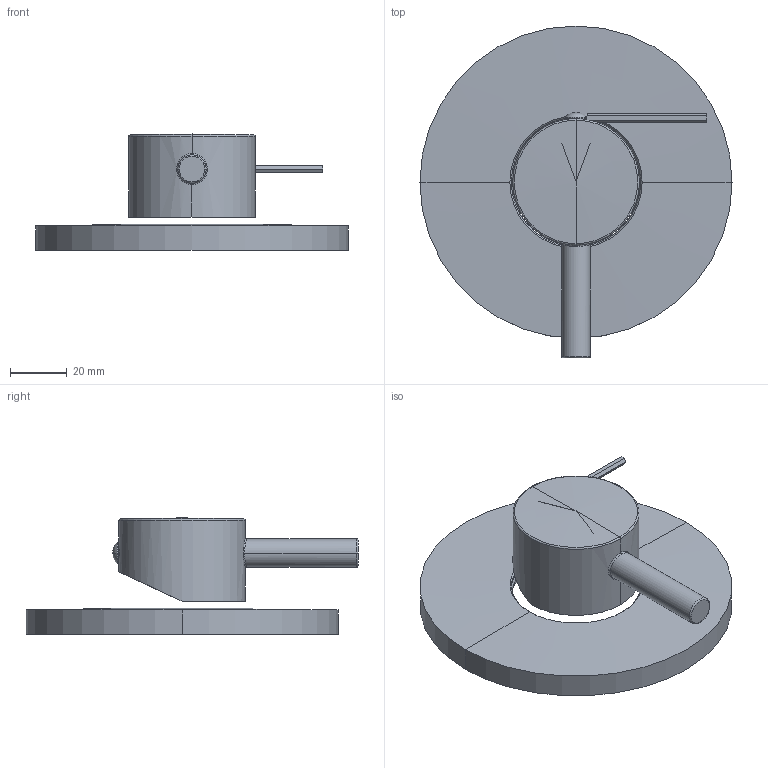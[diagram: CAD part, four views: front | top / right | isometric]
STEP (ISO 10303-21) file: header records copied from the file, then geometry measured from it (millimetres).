
FILE_DESCRIPTION((''),'2;1');
FILE_NAME('LIG011CREST_ASM','2021-02-01T17:07:39',('stefano.gianpani'),('PAFFONI SpA'),'CREO PARAMETRIC BY PTC INC, 2020044','CREO PARAMETRIC BY PTC INC, 2020044','');
FILE_SCHEMA(('CONFIG_CONTROL_DESIGN','SHAPE_APPEARANCE_LAYERS_GROUPS'));
Length unit declared in the file: millimetre
Products named in the file (8): 4111156CR; 592305004A2; TCF0691105CR; CHBR25; 8001128_ASM; 2041799GR; 2092467_AF1; LIG011CREST_ASM
Assembly tree (7 placements, depth 3):
  LIG011CREST_ASM
    4111156CR
    8001128_ASM
      592305004A2
      TCF0691105CR
      CHBR25
    2041799GR
    2092467_AF1
Bounding box: 110 x 117 x 40.95 mm (x, y, z)
Volume: 39673 mm3; surface area: 38135.7 mm2
Topology: 6 solids, 8 shells, 203 faces, 461 edges, 270 vertices
Faces by surface type: plane 60, cylinder 52, torus 26, cone 25, bspline 22, sphere 18
Entity records: 8483 total; most frequent: CARTESIAN_POINT 2353, DIRECTION 1010, ORIENTED_EDGE 906, PRESENTATION_STYLE_ASSIGNMENT 465, STYLED_ITEM 465, CURVE_STYLE 457, EDGE_CURVE 457, AXIS2_PLACEMENT_3D 414
